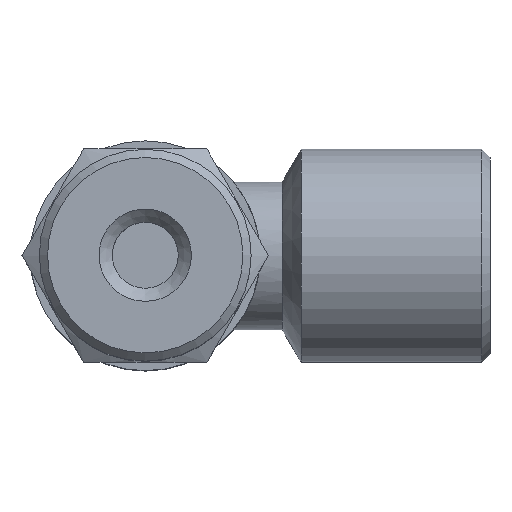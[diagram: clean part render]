
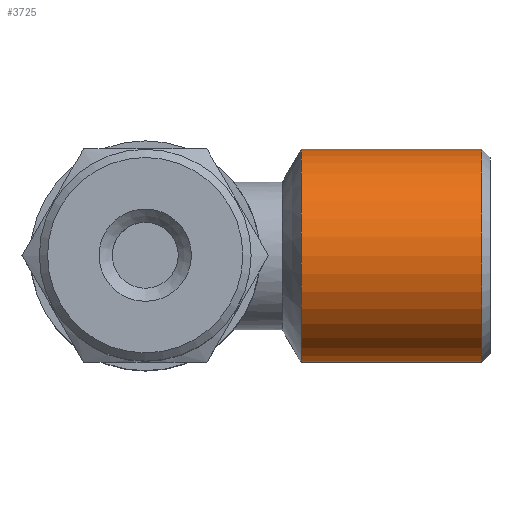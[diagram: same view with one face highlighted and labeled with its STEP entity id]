
A CAD part, top view. The second image highlights one B-rep face of the part: STEP entity #3725.
In plain terms, the highlighted cylindrical face has radius 6.5 mm (diameter 13 mm), a full revolution.
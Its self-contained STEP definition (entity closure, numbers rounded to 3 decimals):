
#1058=CYLINDRICAL_SURFACE('',#3585,6.5);
#1103=ORIENTED_EDGE('',*,*,#1406,.F.);
#1104=ORIENTED_EDGE('',*,*,#1407,.T.);
#1270=CIRCLE('',#3584,6.5);
#1271=CIRCLE('',#3586,6.5);
#1332=VERTEX_POINT('',#3366);
#1333=VERTEX_POINT('',#3369);
#1406=EDGE_CURVE('',#1332,#1332,#1270,.T.);
#1407=EDGE_CURVE('',#1333,#1333,#1271,.T.);
#1513=EDGE_LOOP('',(#1103));
#1514=EDGE_LOOP('',(#1104));
#1621=FACE_BOUND('',#1513,.T.);
#1622=FACE_BOUND('',#1514,.T.);
#1753=DIRECTION('',(0.,-1.,0.));
#1754=DIRECTION('',(0.,0.,6.5));
#1755=DIRECTION('',(0.,1.,0.));
#1756=DIRECTION('',(1.,0.,0.));
#1757=DIRECTION('',(0.,-1.,0.));
#1758=DIRECTION('',(0.,0.,6.5));
#3366=CARTESIAN_POINT('',(11.25,15.231,6.5));
#3367=CARTESIAN_POINT('',(11.25,15.231,0.));
#3368=CARTESIAN_POINT('',(11.25,15.231,0.));
#3369=CARTESIAN_POINT('',(11.25,26.231,6.5));
#3370=CARTESIAN_POINT('',(11.25,26.231,0.));
#3584=AXIS2_PLACEMENT_3D('',#3367,#1753,#1754);
#3585=AXIS2_PLACEMENT_3D('',#3368,#1755,#1756);
#3586=AXIS2_PLACEMENT_3D('',#3370,#1757,#1758);
#3725=ADVANCED_FACE('',(#1621,#1622),#1058,.T.);
